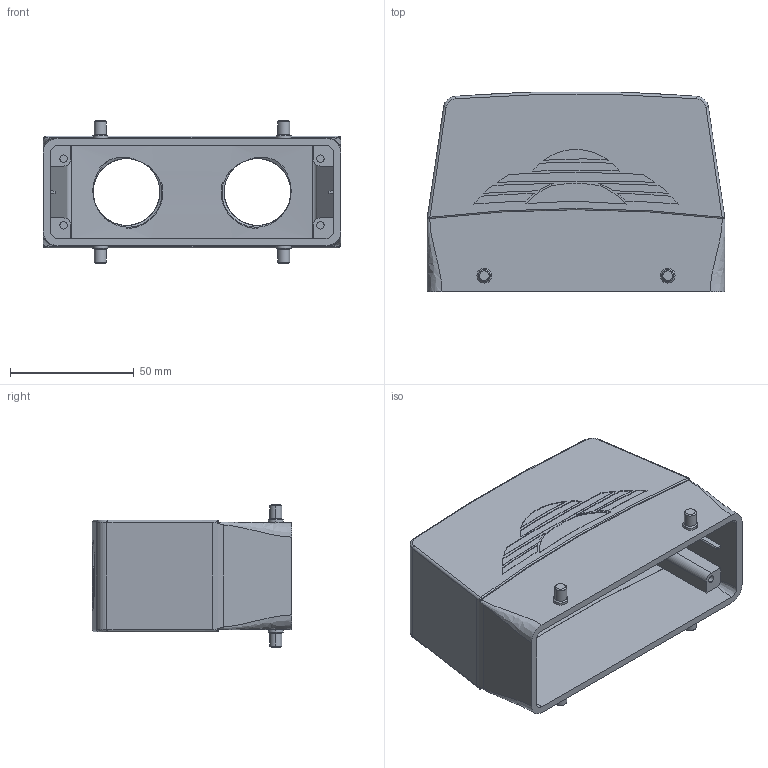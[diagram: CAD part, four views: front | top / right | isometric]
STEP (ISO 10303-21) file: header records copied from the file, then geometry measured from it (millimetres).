
FILE_DESCRIPTION (( 'STEP AP214' ), '1' );
FILE_NAME ('ZP-MC24B-2-DTE21M2.step', '2015-08-12T18:09:56', ( '' ), ( '' ), 'SwSTEP 2.0', 'SolidWorks 2014', '' );
FILE_SCHEMA (( 'AUTOMOTIVE_DESIGN' ));
Length unit declared in the file: millimetre
Products named in the file (1): ZP-MC24B-2-DTE21M2
Bounding box: 120.5 x 80.88 x 57.8 mm (x, y, z)
Volume: 99632.8 mm3; surface area: 57382.5 mm2
Topology: 1 solids, 1 shells, 229 faces, 570 edges, 368 vertices
Faces by surface type: cylinder 128, plane 59, bspline 18, cone 16, torus 8
Entity records: 13070 total; most frequent: CARTESIAN_POINT 5669, ORIENTED_EDGE 1140, DIRECTION 1126, EDGE_CURVE 570, AXIS2_PLACEMENT_3D 454, VERTEX_POINT 368, EDGE_LOOP 258, CIRCLE 242
